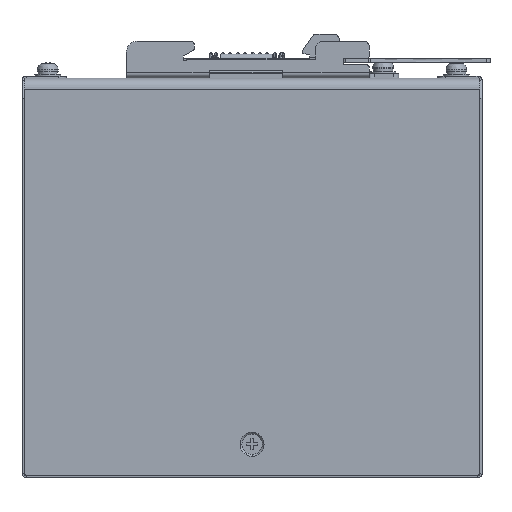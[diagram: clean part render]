
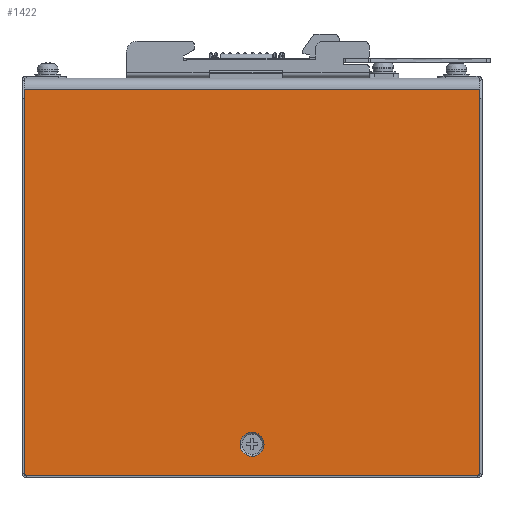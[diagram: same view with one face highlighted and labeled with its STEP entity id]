
A CAD part, left-side view. The second image highlights one B-rep face of the part: STEP entity #1422.
In plain terms, the highlighted planar face has unit normal (-1, 0, 0).
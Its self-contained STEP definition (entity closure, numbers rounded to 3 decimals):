
#1=CARTESIAN_POINT('',(-28.75,0.,-99.5));
#2=DIRECTION('',(1.,0.,0.));
#3=DIRECTION('',(0.,0.,1.));
#4=AXIS2_PLACEMENT_3D('',#1,#2,#3);
#6=CARTESIAN_POINT('',(-28.75,0.,-99.5));
#7=DIRECTION('',(1.,0.,0.));
#8=DIRECTION('',(0.,0.,-1.));
#9=AXIS2_PLACEMENT_3D('',#6,#7,#8);
#11=CARTESIAN_POINT('',(-28.75,60.9,-107.));
#12=DIRECTION('',(-1.,0.,0.));
#13=DIRECTION('',(0.,1.,0.));
#14=AXIS2_PLACEMENT_3D('',#11,#12,#13);
#16=DIRECTION('',(0.,-1.,0.));
#17=VECTOR('',#16,123.8);
#18=CARTESIAN_POINT('',(-28.75,61.9,-3.));
#19=LINE('',#18,#17);
#20=CARTESIAN_POINT('',(-28.75,-60.9,-107.));
#21=DIRECTION('',(-1.,0.,0.));
#22=DIRECTION('',(0.,0.,-1.));
#23=AXIS2_PLACEMENT_3D('',#20,#21,#22);
#25=DIRECTION('',(0.,1.,0.));
#26=VECTOR('',#25,121.8);
#27=CARTESIAN_POINT('',(-28.75,-60.9,-108.));
#28=LINE('',#27,#26);
#77=DIRECTION('',(0.,0.,1.));
#78=VECTOR('',#77,104.);
#79=CARTESIAN_POINT('',(-28.75,-61.9,-107.));
#80=LINE('',#79,#78);
#115=DIRECTION('',(0.,0.,1.));
#116=VECTOR('',#115,104.);
#117=CARTESIAN_POINT('',(-28.75,61.9,-107.));
#118=LINE('',#117,#116);
#1109=CARTESIAN_POINT('',(-28.75,61.9,-3.));
#1110=CARTESIAN_POINT('',(-28.75,-61.9,-3.));
#1111=VERTEX_POINT('',#1109);
#1112=VERTEX_POINT('',#1110);
#1245=CARTESIAN_POINT('',(-28.75,0.,-96.25));
#1246=CARTESIAN_POINT('',(-28.75,0.,-102.75));
#1247=VERTEX_POINT('',#1245);
#1248=VERTEX_POINT('',#1246);
#1349=CARTESIAN_POINT('',(-28.75,61.9,-107.));
#1350=CARTESIAN_POINT('',(-28.75,60.9,-108.));
#1351=VERTEX_POINT('',#1349);
#1352=VERTEX_POINT('',#1350);
#1365=CARTESIAN_POINT('',(-28.75,-60.9,-108.));
#1366=CARTESIAN_POINT('',(-28.75,-61.9,-107.));
#1367=VERTEX_POINT('',#1365);
#1368=VERTEX_POINT('',#1366);
#1397=CARTESIAN_POINT('',(-28.75,-61.9,-108.));
#1398=DIRECTION('',(-1.,0.,0.));
#1399=DIRECTION('',(0.,0.,1.));
#1400=AXIS2_PLACEMENT_3D('',#1397,#1398,#1399);
#1401=PLANE('',#1400);
#1403=ORIENTED_EDGE('',*,*,#1402,.F.);
#1405=ORIENTED_EDGE('',*,*,#1404,.T.);
#1407=ORIENTED_EDGE('',*,*,#1406,.T.);
#1409=ORIENTED_EDGE('',*,*,#1408,.F.);
#1411=ORIENTED_EDGE('',*,*,#1410,.F.);
#1413=ORIENTED_EDGE('',*,*,#1412,.T.);
#1414=EDGE_LOOP('',(#1403,#1405,#1407,#1409,#1411,#1413));
#1415=FACE_OUTER_BOUND('',#1414,.F.);
#1417=ORIENTED_EDGE('',*,*,#1416,.F.);
#1419=ORIENTED_EDGE('',*,*,#1418,.F.);
#1420=EDGE_LOOP('',(#1417,#1419));
#1421=FACE_BOUND('',#1420,.F.);
#1422=ADVANCED_FACE('',(#1415,#1421),#1401,.T.);
#5=CIRCLE('',#4,3.25);
#10=CIRCLE('',#9,3.25);
#15=CIRCLE('',#14,1.);
#24=CIRCLE('',#23,1.);
#1402=EDGE_CURVE('',#1351,#1352,#15,.T.);
#1404=EDGE_CURVE('',#1351,#1111,#118,.T.);
#1406=EDGE_CURVE('',#1111,#1112,#19,.T.);
#1408=EDGE_CURVE('',#1368,#1112,#80,.T.);
#1410=EDGE_CURVE('',#1367,#1368,#24,.T.);
#1412=EDGE_CURVE('',#1367,#1352,#28,.T.);
#1416=EDGE_CURVE('',#1247,#1248,#5,.T.);
#1418=EDGE_CURVE('',#1248,#1247,#10,.T.);
